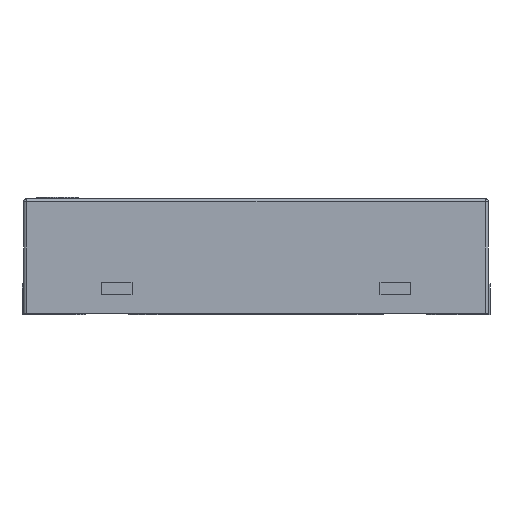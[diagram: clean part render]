
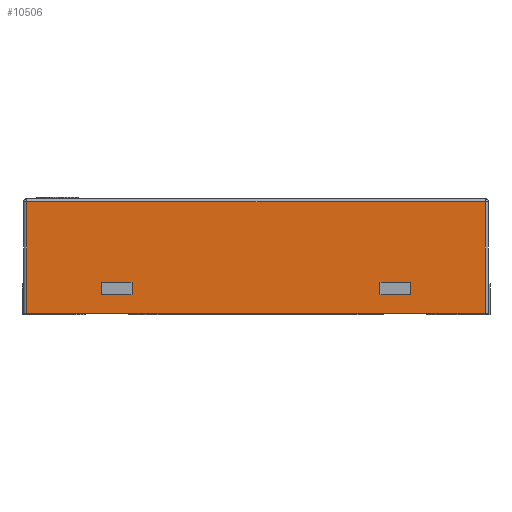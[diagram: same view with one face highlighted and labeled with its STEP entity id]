
A CAD part, left-side view. The second image highlights one B-rep face of the part: STEP entity #10506.
In plain terms, the highlighted planar face has unit normal (-1, 0, 0).
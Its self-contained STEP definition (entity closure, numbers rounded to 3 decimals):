
#14 = EDGE_LOOP ( 'NONE', ( #18628, #1161, #3766, #12338 ) ) ;
#679 = VERTEX_POINT ( 'NONE', #1807 ) ;
#742 = CARTESIAN_POINT ( 'NONE',  ( -2.5, 1., -0.54 ) ) ;
#790 = LINE ( 'NONE', #4087, #8149 ) ;
#1161 = ORIENTED_EDGE ( 'NONE', *, *, #18588, .T. ) ;
#1243 = DIRECTION ( 'NONE',  ( 0., 0., -1. ) ) ;
#1272 = DIRECTION ( 'NONE',  ( 0., 0., 1. ) ) ;
#1415 = VERTEX_POINT ( 'NONE', #10327 ) ;
#1807 = CARTESIAN_POINT ( 'NONE',  ( -2.5, 1., -0.62 ) ) ;
#2278 = CARTESIAN_POINT ( 'NONE',  ( -2.5, 1.5, -0.74 ) ) ;
#2549 = CARTESIAN_POINT ( 'NONE',  ( -2.5, 1., -0.54 ) ) ;
#2873 = CARTESIAN_POINT ( 'NONE',  ( -2.5, 0.8, -0.54 ) ) ;
#2990 = CARTESIAN_POINT ( 'NONE',  ( -2.5, 1., -0.62 ) ) ;
#3064 = LINE ( 'NONE', #22131, #18699 ) ;
#3080 = EDGE_LOOP ( 'NONE', ( #18544, #8839, #18129, #13472 ) ) ;
#3099 = LINE ( 'NONE', #2990, #3905 ) ;
#3449 = DIRECTION ( 'NONE',  ( 0., -1., 0. ) ) ;
#3766 = ORIENTED_EDGE ( 'NONE', *, *, #5286, .T. ) ;
#3905 = VECTOR ( 'NONE', #10029, 1000. ) ;
#4087 = CARTESIAN_POINT ( 'NONE',  ( -2.5, 1.48, -0.74 ) ) ;
#4123 = ORIENTED_EDGE ( 'NONE', *, *, #11088, .T. ) ;
#4936 = VECTOR ( 'NONE', #1272, 1000. ) ;
#4949 = VECTOR ( 'NONE', #13305, 1000. ) ;
#5160 = FACE_BOUND ( 'NONE', #20907, .T. ) ;
#5286 = EDGE_CURVE ( 'NONE', #20375, #21755, #16121, .T. ) ;
#5578 = DIRECTION ( 'NONE',  ( 0., -1., 0. ) ) ;
#5646 = VECTOR ( 'NONE', #10664, 1000. ) ;
#5901 = CARTESIAN_POINT ( 'NONE',  ( -2.5, -0.8, -0.54 ) ) ;
#5927 = LINE ( 'NONE', #2549, #10756 ) ;
#6688 = VERTEX_POINT ( 'NONE', #14582 ) ;
#6945 = CARTESIAN_POINT ( 'NONE',  ( -2.5, -0.8, -0.62 ) ) ;
#7219 = CARTESIAN_POINT ( 'NONE',  ( -2.5, -1., -0.62 ) ) ;
#7280 = VECTOR ( 'NONE', #5578, 1000. ) ;
#7487 = LINE ( 'NONE', #11344, #11015 ) ;
#8149 = VECTOR ( 'NONE', #17772, 1000. ) ;
#8276 = CARTESIAN_POINT ( 'NONE',  ( -2.5, 1., -0.54 ) ) ;
#8674 = DIRECTION ( 'NONE',  ( 0., -1., 0. ) ) ;
#8700 = EDGE_CURVE ( 'NONE', #21755, #1415, #16467, .T. ) ;
#8839 = ORIENTED_EDGE ( 'NONE', *, *, #19344, .T. ) ;
#9308 = CARTESIAN_POINT ( 'NONE',  ( -2.5, 1.48, -0.74 ) ) ;
#9483 = ORIENTED_EDGE ( 'NONE', *, *, #14238, .T. ) ;
#10015 = CARTESIAN_POINT ( 'NONE',  ( -2.5, -1., -0.54 ) ) ;
#10029 = DIRECTION ( 'NONE',  ( 0., 1., 0. ) ) ;
#10077 = FACE_BOUND ( 'NONE', #3080, .T. ) ;
#10225 = LINE ( 'NONE', #18670, #4949 ) ;
#10327 = CARTESIAN_POINT ( 'NONE',  ( -2.5, -1.48, -0.02 ) ) ;
#10506 = ADVANCED_FACE ( 'NONE', ( #5160, #10077, #17274 ), #15364, .T. ) ;
#10643 = EDGE_CURVE ( 'NONE', #20714, #11121, #5927, .T. ) ;
#10664 = DIRECTION ( 'NONE',  ( 0., 0., -1. ) ) ;
#10756 = VECTOR ( 'NONE', #14569, 1000. ) ;
#10787 = CARTESIAN_POINT ( 'NONE',  ( -2.5, -1., -0.54 ) ) ;
#11004 = VECTOR ( 'NONE', #17186, 1000. ) ;
#11015 = VECTOR ( 'NONE', #14615, 1000. ) ;
#11088 = EDGE_CURVE ( 'NONE', #21375, #679, #3099, .T. ) ;
#11121 = VERTEX_POINT ( 'NONE', #13424 ) ;
#11344 = CARTESIAN_POINT ( 'NONE',  ( -2.5, 1.5, -0.02 ) ) ;
#11976 = ORIENTED_EDGE ( 'NONE', *, *, #16627, .T. ) ;
#12338 = ORIENTED_EDGE ( 'NONE', *, *, #8700, .T. ) ;
#13305 = DIRECTION ( 'NONE',  ( 0., 0., 1. ) ) ;
#13424 = CARTESIAN_POINT ( 'NONE',  ( -2.5, 0.8, -0.54 ) ) ;
#13472 = ORIENTED_EDGE ( 'NONE', *, *, #19331, .T. ) ;
#13549 = CARTESIAN_POINT ( 'NONE',  ( -2.5, -1.48, -0.74 ) ) ;
#13739 = LINE ( 'NONE', #2873, #17598 ) ;
#13898 = CARTESIAN_POINT ( 'NONE',  ( -2.5, 1.5, -0.74 ) ) ;
#14238 = EDGE_CURVE ( 'NONE', #679, #20714, #22365, .T. ) ;
#14569 = DIRECTION ( 'NONE',  ( 0., -1., 0. ) ) ;
#14582 = CARTESIAN_POINT ( 'NONE',  ( -2.5, 1.48, -0.02 ) ) ;
#14615 = DIRECTION ( 'NONE',  ( 0., 1., 0. ) ) ;
#14796 = CARTESIAN_POINT ( 'NONE',  ( -2.5, -1.48, -0.74 ) ) ;
#15175 = VECTOR ( 'NONE', #3449, 1000. ) ;
#15227 = VERTEX_POINT ( 'NONE', #7219 ) ;
#15364 = PLANE ( 'NONE',  #19398 ) ;
#15467 = CARTESIAN_POINT ( 'NONE',  ( -2.5, -1., -0.54 ) ) ;
#16121 = LINE ( 'NONE', #2278, #7280 ) ;
#16467 = LINE ( 'NONE', #14796, #4936 ) ;
#16627 = EDGE_CURVE ( 'NONE', #11121, #21375, #13739, .T. ) ;
#16758 = EDGE_CURVE ( 'NONE', #1415, #6688, #7487, .T. ) ;
#17186 = DIRECTION ( 'NONE',  ( 0., 0., 1. ) ) ;
#17250 = LINE ( 'NONE', #15467, #15175 ) ;
#17274 = FACE_OUTER_BOUND ( 'NONE', #14, .T. ) ;
#17598 = VECTOR ( 'NONE', #1243, 1000. ) ;
#17657 = LINE ( 'NONE', #10787, #5646 ) ;
#17772 = DIRECTION ( 'NONE',  ( 0., 0., -1. ) ) ;
#18129 = ORIENTED_EDGE ( 'NONE', *, *, #21278, .T. ) ;
#18527 = DIRECTION ( 'NONE',  ( 0., 1., 0. ) ) ;
#18535 = VERTEX_POINT ( 'NONE', #6945 ) ;
#18544 = ORIENTED_EDGE ( 'NONE', *, *, #21822, .T. ) ;
#18588 = EDGE_CURVE ( 'NONE', #6688, #20375, #790, .T. ) ;
#18628 = ORIENTED_EDGE ( 'NONE', *, *, #16758, .T. ) ;
#18670 = CARTESIAN_POINT ( 'NONE',  ( -2.5, -0.8, -0.54 ) ) ;
#18699 = VECTOR ( 'NONE', #18527, 1000. ) ;
#19290 = VERTEX_POINT ( 'NONE', #10015 ) ;
#19331 = EDGE_CURVE ( 'NONE', #18535, #20164, #10225, .T. ) ;
#19344 = EDGE_CURVE ( 'NONE', #19290, #15227, #17657, .T. ) ;
#19398 = AXIS2_PLACEMENT_3D ( 'NONE', #13898, #22214, #8674 ) ;
#20164 = VERTEX_POINT ( 'NONE', #5901 ) ;
#20375 = VERTEX_POINT ( 'NONE', #9308 ) ;
#20714 = VERTEX_POINT ( 'NONE', #742 ) ;
#20891 = CARTESIAN_POINT ( 'NONE',  ( -2.5, 0.8, -0.62 ) ) ;
#20907 = EDGE_LOOP ( 'NONE', ( #20970, #11976, #4123, #9483 ) ) ;
#20970 = ORIENTED_EDGE ( 'NONE', *, *, #10643, .T. ) ;
#21278 = EDGE_CURVE ( 'NONE', #15227, #18535, #3064, .T. ) ;
#21375 = VERTEX_POINT ( 'NONE', #20891 ) ;
#21755 = VERTEX_POINT ( 'NONE', #13549 ) ;
#21822 = EDGE_CURVE ( 'NONE', #20164, #19290, #17250, .T. ) ;
#22131 = CARTESIAN_POINT ( 'NONE',  ( -2.5, -1., -0.62 ) ) ;
#22214 = DIRECTION ( 'NONE',  ( -1., 0., 0. ) ) ;
#22365 = LINE ( 'NONE', #8276, #11004 ) ;
